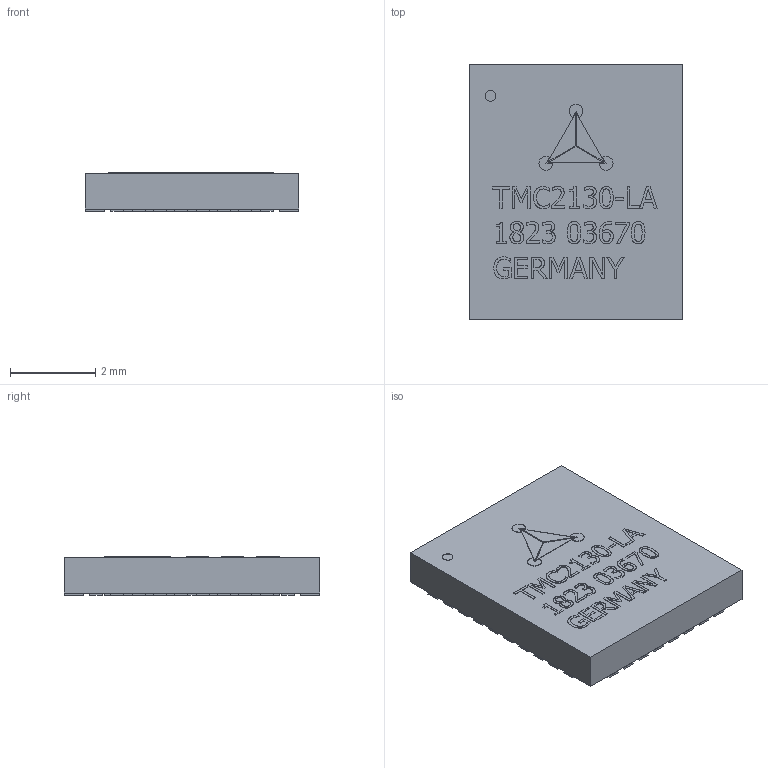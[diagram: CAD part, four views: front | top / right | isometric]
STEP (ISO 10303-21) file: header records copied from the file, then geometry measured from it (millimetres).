
FILE_DESCRIPTION(/* description */ ('STEP AP214'),/* implementation_level */ '2;1');
FILE_NAME(/* name */ 'TMC 2130 LA.step',/* time_stamp */ '2022-07-28T23:07:35+02:00',/* author */ ('Usuario'),/* organization */ (''),/* preprocessor_version */ 'ST-DEVELOPER v18.1',/* originating_system */ 'Autodesk Inventor 2021',/* authorisation */ '');
FILE_SCHEMA (('AUTOMOTIVE_DESIGN { 1 0 10303 214 3 1 1 }'));
Length unit declared in the file: millimetre
Products named in the file (1): TMC 2130 LA
Bounding box: 5 x 5.99 x 0.9 mm (x, y, z)
Volume: 26.2 mm3; surface area: 122.3 mm2
Topology: 39 solids, 39 shells, 668 faces, 1650 edges, 1100 vertices
Faces by surface type: plane 471, bspline 192, cylinder 5
Full cylindrical faces by diameter (mm): 0.25 x1
Entity records: 20963 total; most frequent: CARTESIAN_POINT 5915, ORIENTED_EDGE 3300, DIRECTION 2230, EDGE_CURVE 1650, LINE 1256, VECTOR 1256, VERTEX_POINT 1100, EDGE_LOOP 708
